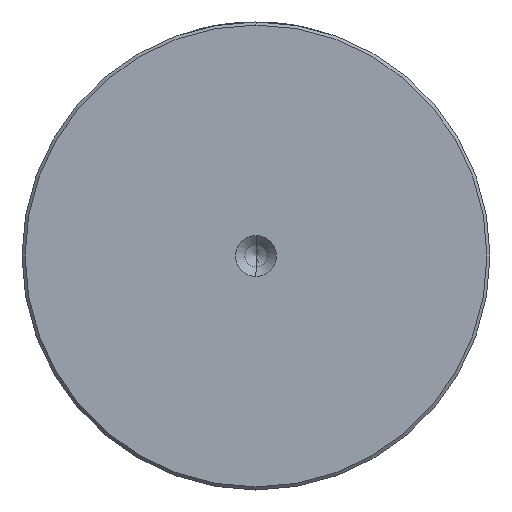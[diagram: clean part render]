
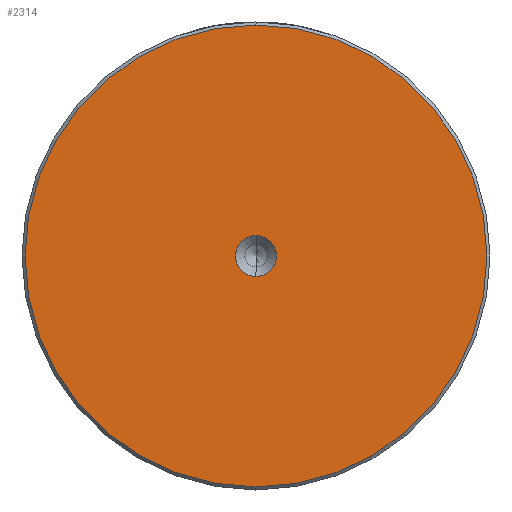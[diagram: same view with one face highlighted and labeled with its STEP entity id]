
A CAD part, left-side view. The second image highlights one B-rep face of the part: STEP entity #2314.
In plain terms, the highlighted planar face has unit normal (-1, 0, 0).
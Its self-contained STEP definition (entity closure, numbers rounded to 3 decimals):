
#33 = EDGE_LOOP ( 'NONE', ( #1153, #2072 ) ) ;
#169 = AXIS2_PLACEMENT_3D ( 'NONE', #689, #2596, #944 ) ;
#172 = DIRECTION ( 'NONE',  ( 0., 0., 1. ) ) ;
#217 = FACE_BOUND ( 'NONE', #33, .T. ) ;
#229 = EDGE_CURVE ( 'NONE', #776, #3322, #633, .T. ) ;
#243 = ORIENTED_EDGE ( 'NONE', *, *, #1309, .T. ) ;
#310 = CARTESIAN_POINT ( 'NONE',  ( 0., 0., 3.3 ) ) ;
#577 = CARTESIAN_POINT ( 'NONE',  ( 0., 0., -3.3 ) ) ;
#633 = CIRCLE ( 'NONE', #1266, 3.3 ) ;
#689 = CARTESIAN_POINT ( 'NONE',  ( 0., 0., 0. ) ) ;
#752 = AXIS2_PLACEMENT_3D ( 'NONE', #2906, #3453, #1832 ) ;
#776 = VERTEX_POINT ( 'NONE', #310 ) ;
#944 = DIRECTION ( 'NONE',  ( 0., 0., 1. ) ) ;
#979 = EDGE_LOOP ( 'NONE', ( #3090, #243 ) ) ;
#1091 = AXIS2_PLACEMENT_3D ( 'NONE', #2891, #1256, #3157 ) ;
#1153 = ORIENTED_EDGE ( 'NONE', *, *, #229, .F. ) ;
#1256 = DIRECTION ( 'NONE',  ( -1., 0., 0. ) ) ;
#1266 = AXIS2_PLACEMENT_3D ( 'NONE', #1997, #1981, #1973 ) ;
#1309 = EDGE_CURVE ( 'NONE', #2921, #3510, #3147, .T. ) ;
#1356 = EDGE_CURVE ( 'NONE', #3322, #776, #3053, .T. ) ;
#1418 = EDGE_CURVE ( 'NONE', #3510, #2921, #2013, .T. ) ;
#1551 = PLANE ( 'NONE',  #752 ) ;
#1832 = DIRECTION ( 'NONE',  ( 0., 0., 1. ) ) ;
#1843 = DIRECTION ( 'NONE',  ( -1., 0., 0. ) ) ;
#1937 = CARTESIAN_POINT ( 'NONE',  ( 0., 0., -37.5 ) ) ;
#1973 = DIRECTION ( 'NONE',  ( 0., 0., 1. ) ) ;
#1981 = DIRECTION ( 'NONE',  ( -1., 0., 0. ) ) ;
#1997 = CARTESIAN_POINT ( 'NONE',  ( 0., 0., 0. ) ) ;
#2013 = CIRCLE ( 'NONE', #2033, 37.5 ) ;
#2033 = AXIS2_PLACEMENT_3D ( 'NONE', #3460, #1843, #172 ) ;
#2072 = ORIENTED_EDGE ( 'NONE', *, *, #1356, .F. ) ;
#2257 = FACE_OUTER_BOUND ( 'NONE', #979, .T. ) ;
#2284 = CARTESIAN_POINT ( 'NONE',  ( 0., 0., 37.5 ) ) ;
#2314 = ADVANCED_FACE ( 'NONE', ( #2257, #217 ), #1551, .T. ) ;
#2596 = DIRECTION ( 'NONE',  ( -1., 0., 0. ) ) ;
#2891 = CARTESIAN_POINT ( 'NONE',  ( 0., 0., 0. ) ) ;
#2906 = CARTESIAN_POINT ( 'NONE',  ( 0., 0., 0. ) ) ;
#2921 = VERTEX_POINT ( 'NONE', #2284 ) ;
#3053 = CIRCLE ( 'NONE', #1091, 3.3 ) ;
#3090 = ORIENTED_EDGE ( 'NONE', *, *, #1418, .T. ) ;
#3147 = CIRCLE ( 'NONE', #169, 37.5 ) ;
#3157 = DIRECTION ( 'NONE',  ( 0., 0., 1. ) ) ;
#3322 = VERTEX_POINT ( 'NONE', #577 ) ;
#3453 = DIRECTION ( 'NONE',  ( -1., 0., 0. ) ) ;
#3460 = CARTESIAN_POINT ( 'NONE',  ( 0., 0., 0. ) ) ;
#3510 = VERTEX_POINT ( 'NONE', #1937 ) ;
